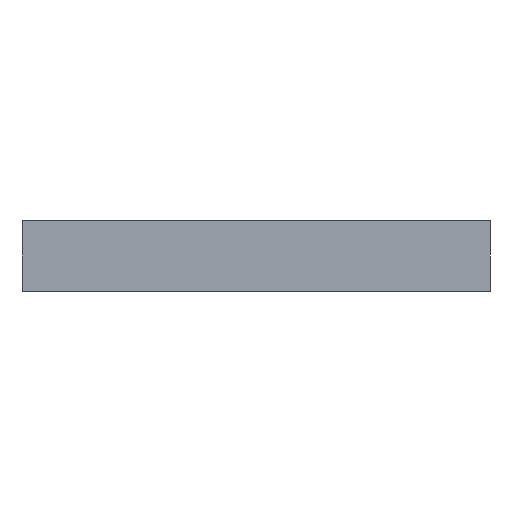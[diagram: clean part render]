
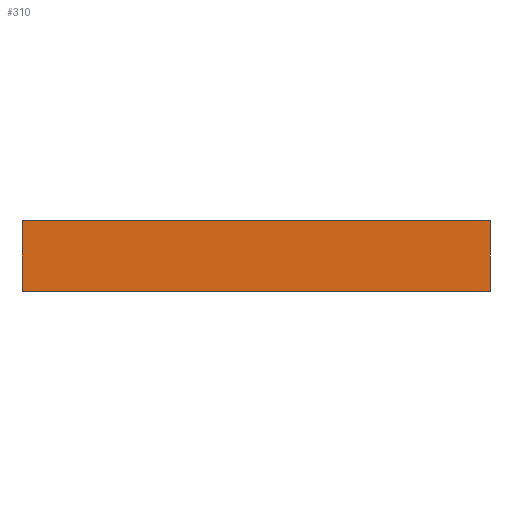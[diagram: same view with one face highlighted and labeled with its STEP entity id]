
A CAD part, left-side view. The second image highlights one B-rep face of the part: STEP entity #310.
In plain terms, the highlighted planar face has unit normal (-1, 0, 0).
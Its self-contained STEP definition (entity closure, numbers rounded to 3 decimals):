
#140 = VERTEX_POINT('',#141);
#141 = CARTESIAN_POINT('',(-4.442,15.509,
    1.5));
#147 = EDGE_CURVE('',#140,#148,#150,.T.);
#148 = VERTEX_POINT('',#149);
#149 = CARTESIAN_POINT('',(-4.442,5.509,1.5
    ));
#150 = LINE('',#151,#152);
#151 = CARTESIAN_POINT('',(-4.442,15.509,
    1.5));
#152 = VECTOR('',#153,1.);
#153 = DIRECTION('',(0.,-1.,0.));
#310 = ADVANCED_FACE('',(#311),#336,.T.);
#311 = FACE_BOUND('',#312,.T.);
#312 = EDGE_LOOP('',(#313,#321,#329,#335));
#313 = ORIENTED_EDGE('',*,*,#314,.F.);
#314 = EDGE_CURVE('',#315,#140,#317,.T.);
#315 = VERTEX_POINT('',#316);
#316 = CARTESIAN_POINT('',(-4.442,15.509,
    0.));
#317 = LINE('',#318,#319);
#318 = CARTESIAN_POINT('',(-4.442,15.509,
    0.));
#319 = VECTOR('',#320,1.);
#320 = DIRECTION('',(0.,0.,1.));
#321 = ORIENTED_EDGE('',*,*,#322,.T.);
#322 = EDGE_CURVE('',#315,#323,#325,.T.);
#323 = VERTEX_POINT('',#324);
#324 = CARTESIAN_POINT('',(-4.442,5.509,
    0.));
#325 = LINE('',#326,#327);
#326 = CARTESIAN_POINT('',(-4.442,15.509,
    0.));
#327 = VECTOR('',#328,1.);
#328 = DIRECTION('',(0.,-1.,0.));
#329 = ORIENTED_EDGE('',*,*,#330,.T.);
#330 = EDGE_CURVE('',#323,#148,#331,.T.);
#331 = LINE('',#332,#333);
#332 = CARTESIAN_POINT('',(-4.442,5.509,
    0.));
#333 = VECTOR('',#334,1.);
#334 = DIRECTION('',(0.,0.,1.));
#335 = ORIENTED_EDGE('',*,*,#147,.F.);
#336 = PLANE('',#337);
#337 = AXIS2_PLACEMENT_3D('',#338,#339,#340);
#338 = CARTESIAN_POINT('',(-4.442,15.509,
    0.));
#339 = DIRECTION('',(-1.,0.,0.));
#340 = DIRECTION('',(0.,0.,1.));
